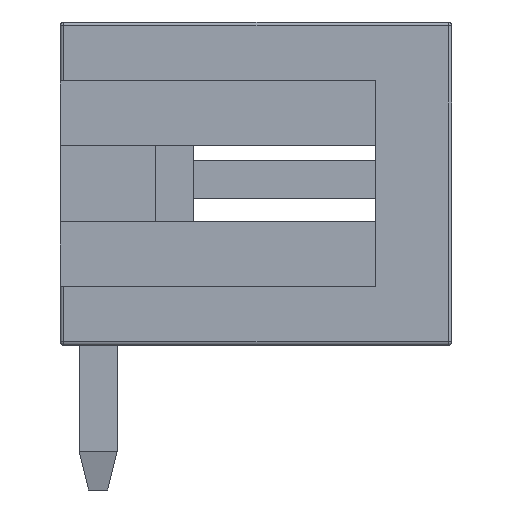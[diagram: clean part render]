
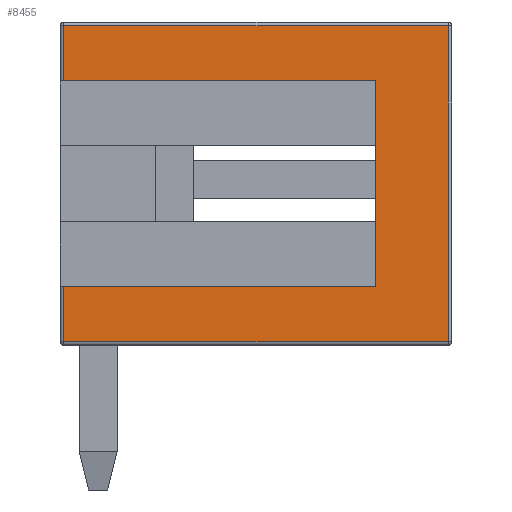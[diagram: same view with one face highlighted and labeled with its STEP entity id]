
A CAD part, left-side view. The second image highlights one B-rep face of the part: STEP entity #8455.
In plain terms, the highlighted planar face has unit normal (-1, 0, 0).
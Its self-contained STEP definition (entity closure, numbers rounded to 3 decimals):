
#3852 = VERTEX_POINT('',#3853);
#3853 = CARTESIAN_POINT('',(-2.8,0.9,0.1));
#3860 = EDGE_CURVE('',#3852,#3861,#3863,.T.);
#3861 = VERTEX_POINT('',#3862);
#3862 = CARTESIAN_POINT('',(-2.8,-9.2,0.1));
#3863 = LINE('',#3864,#3865);
#3864 = CARTESIAN_POINT('',(-2.8,1.,0.1));
#3865 = VECTOR('',#3866,1.);
#3866 = DIRECTION('',(0.,-1.,0.));
#8455 = ADVANCED_FACE('',(#8456),#8513,.F.);
#8456 = FACE_BOUND('',#8457,.F.);
#8457 = EDGE_LOOP('',(#8458,#8459,#8467,#8475,#8483,#8491,#8499,#8507));
#8458 = ORIENTED_EDGE('',*,*,#3860,.F.);
#8459 = ORIENTED_EDGE('',*,*,#8460,.F.);
#8460 = EDGE_CURVE('',#8461,#3852,#8463,.T.);
#8461 = VERTEX_POINT('',#8462);
#8462 = CARTESIAN_POINT('',(-2.8,0.9,1.55));
#8463 = LINE('',#8464,#8465);
#8464 = CARTESIAN_POINT('',(-2.8,0.9,8.5));
#8465 = VECTOR('',#8466,1.);
#8466 = DIRECTION('',(0.,0.,-1.));
#8467 = ORIENTED_EDGE('',*,*,#8468,.F.);
#8468 = EDGE_CURVE('',#8469,#8461,#8471,.T.);
#8469 = VERTEX_POINT('',#8470);
#8470 = CARTESIAN_POINT('',(-2.8,-7.3,1.55));
#8471 = LINE('',#8472,#8473);
#8472 = CARTESIAN_POINT('',(-2.8,-3.15,1.55));
#8473 = VECTOR('',#8474,1.);
#8474 = DIRECTION('',(0.,1.,0.));
#8475 = ORIENTED_EDGE('',*,*,#8476,.F.);
#8476 = EDGE_CURVE('',#8477,#8469,#8479,.T.);
#8477 = VERTEX_POINT('',#8478);
#8478 = CARTESIAN_POINT('',(-2.8,-7.3,6.95));
#8479 = LINE('',#8480,#8481);
#8480 = CARTESIAN_POINT('',(-2.8,-7.3,6.375));
#8481 = VECTOR('',#8482,1.);
#8482 = DIRECTION('',(0.,0.,-1.));
#8483 = ORIENTED_EDGE('',*,*,#8484,.F.);
#8484 = EDGE_CURVE('',#8485,#8477,#8487,.T.);
#8485 = VERTEX_POINT('',#8486);
#8486 = CARTESIAN_POINT('',(-2.8,0.9,6.95));
#8487 = LINE('',#8488,#8489);
#8488 = CARTESIAN_POINT('',(-2.8,5.15,6.95));
#8489 = VECTOR('',#8490,1.);
#8490 = DIRECTION('',(0.,-1.,0.));
#8491 = ORIENTED_EDGE('',*,*,#8492,.F.);
#8492 = EDGE_CURVE('',#8493,#8485,#8495,.T.);
#8493 = VERTEX_POINT('',#8494);
#8494 = CARTESIAN_POINT('',(-2.8,0.9,8.4));
#8495 = LINE('',#8496,#8497);
#8496 = CARTESIAN_POINT('',(-2.8,0.9,8.5));
#8497 = VECTOR('',#8498,1.);
#8498 = DIRECTION('',(0.,0.,-1.));
#8499 = ORIENTED_EDGE('',*,*,#8500,.T.);
#8500 = EDGE_CURVE('',#8493,#8501,#8503,.T.);
#8501 = VERTEX_POINT('',#8502);
#8502 = CARTESIAN_POINT('',(-2.8,-9.2,8.4));
#8503 = LINE('',#8504,#8505);
#8504 = CARTESIAN_POINT('',(-2.8,1.,8.4));
#8505 = VECTOR('',#8506,1.);
#8506 = DIRECTION('',(0.,-1.,0.));
#8507 = ORIENTED_EDGE('',*,*,#8508,.T.);
#8508 = EDGE_CURVE('',#8501,#3861,#8509,.T.);
#8509 = LINE('',#8510,#8511);
#8510 = CARTESIAN_POINT('',(-2.8,-9.2,8.5));
#8511 = VECTOR('',#8512,1.);
#8512 = DIRECTION('',(0.,0.,-1.));
#8513 = PLANE('',#8514);
#8514 = AXIS2_PLACEMENT_3D('',#8515,#8516,#8517);
#8515 = CARTESIAN_POINT('',(-2.8,1.,8.5));
#8516 = DIRECTION('',(1.,0.,0.));
#8517 = DIRECTION('',(0.,0.,-1.));
